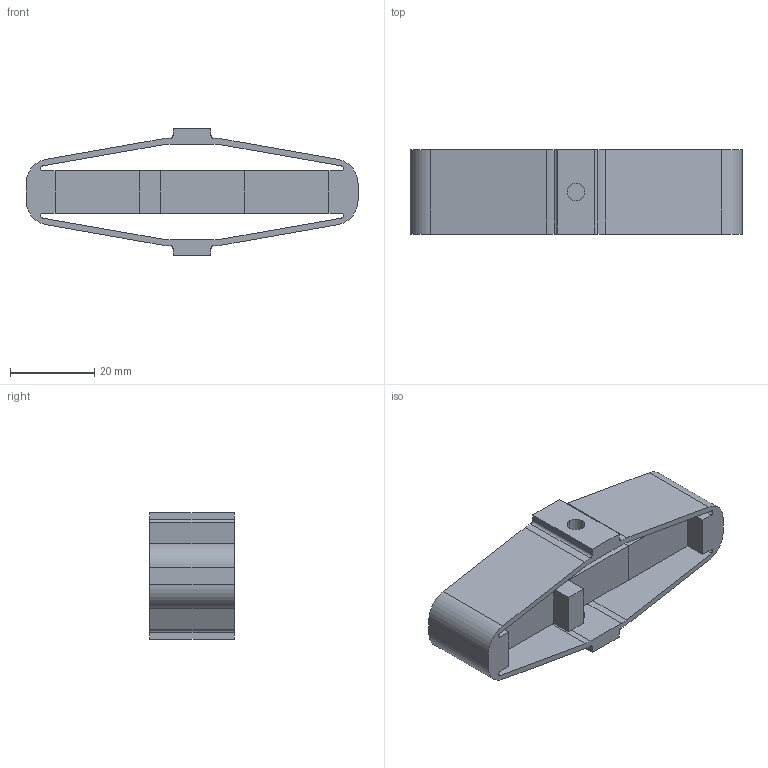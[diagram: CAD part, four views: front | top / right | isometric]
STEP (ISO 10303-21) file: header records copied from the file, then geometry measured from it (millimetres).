
FILE_DESCRIPTION (( 'STEP AP203' ), '1' );
FILE_NAME ('APA300ML_03.STEP', '2021-01-04T14:43:27', ( '' ), ( '' ), 'SwSTEP 2.0', 'SolidWorks 2020', '' );
FILE_SCHEMA (( 'CONFIG_CONTROL_DESIGN' ));
Length unit declared in the file: millimetre
Products named in the file (4): APA300ML_03; PiezoAPA300ML.step; Frame.step; APA300ML.step
Assembly tree (3 placements, depth 3):
  APA300ML_03
    APA300ML.step
      PiezoAPA300ML.step
      Frame.step
Bounding box: 78.79 x 20 x 30 mm (x, y, z)
Volume: 14785.7 mm3; surface area: 11937.9 mm2
Topology: 5 solids, 5 shells, 74 faces, 192 edges, 128 vertices
Faces by surface type: plane 50, cylinder 24
Entity records: 2688 total; most frequent: DIRECTION 402, CARTESIAN_POINT 401, ORIENTED_EDGE 384, EDGE_CURVE 192, VECTOR 144, LINE 144, AXIS2_PLACEMENT_3D 129, VERTEX_POINT 128
